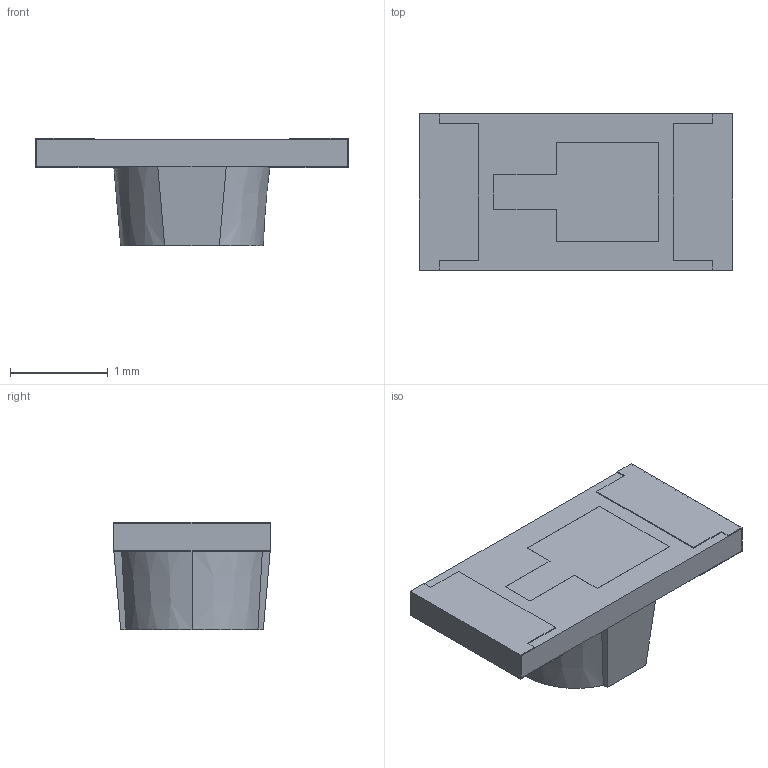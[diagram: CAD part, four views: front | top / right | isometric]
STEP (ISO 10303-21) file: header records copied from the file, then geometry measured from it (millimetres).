
FILE_DESCRIPTION (( 'STEP AP214' ), '1' );
FILE_NAME ('錨璃2.STEP', '2025-11-21T01:16:26', ( '' ), ( '' ), 'SwSTEP 2.0', 'SolidWorks 2021', '' );
FILE_SCHEMA (( 'AUTOMOTIVE_DESIGN' ));
Length unit declared in the file: millimetre
Products named in the file (1): 錨璃2
Bounding box: 3.2 x 1.6 x 1.1 mm (x, y, z)
Volume: 3 mm3; surface area: 26.4 mm2
Topology: 3 solids, 3 shells, 76 faces, 197 edges, 130 vertices
Faces by surface type: plane 73, cone 3
Entity records: 3167 total; most frequent: CARTESIAN_POINT 416, ORIENTED_EDGE 394, DIRECTION 353, EDGE_CURVE 197, LINE 187, VECTOR 187, VERTEX_POINT 130, AXIS2_PLACEMENT_3D 83
